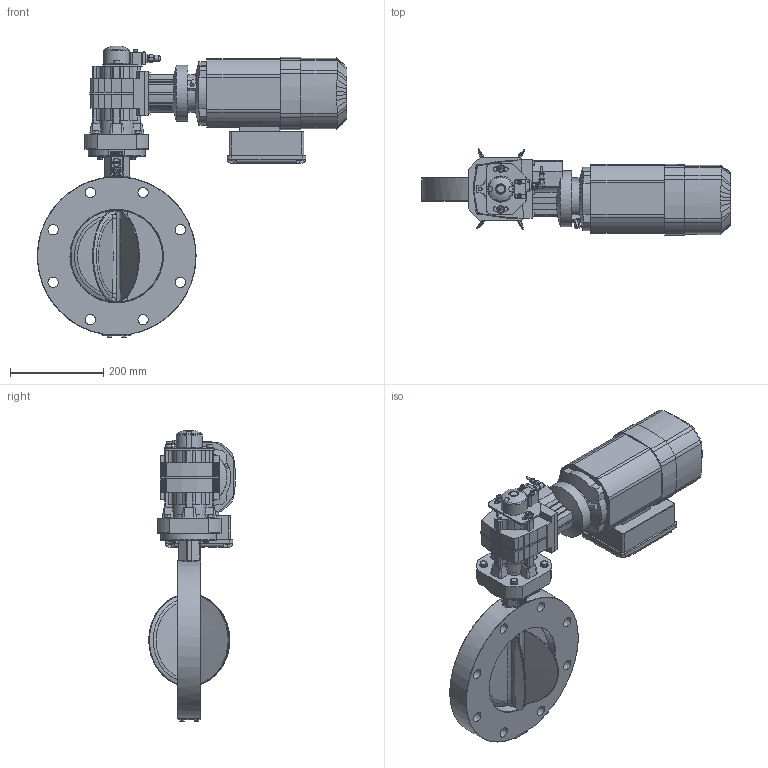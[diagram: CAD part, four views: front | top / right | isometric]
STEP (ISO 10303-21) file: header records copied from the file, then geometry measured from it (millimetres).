
FILE_DESCRIPTION((''),'2;1');
FILE_NAME('FSWZ-200-0001-00.stp','2012-10-18T09:46:36',('kreuh'),(''),'Autodesk Inventor 2011','Autodesk Inventor 2011','');
FILE_SCHEMA(('AUTOMOTIVE_DESIGN { 1 0 10303 214 1 1 1 1 }'));
Length unit declared in the file: millimetre
Products named in the file (1): Bauteil31
Bounding box: 662.39 x 185.43 x 624.6 mm (x, y, z)
Volume: 14347605.3 mm3; surface area: 1016684.3 mm2
Topology: 1 solids, 67 shells, 2362 faces, 5892 edges, 3802 vertices
Faces by surface type: plane 1173, cylinder 594, bspline 288, cone 215, torus 82, sphere 10
Full cylindrical faces by diameter (mm): 1.78 x1, 2 x6, 2.5 x2, 3 x8, 4.134 x6, 4.9 x1, 4.917 x13, 5 x2, 5.3 x2, 6 x12, 6.4 x4, 6.5 x12, 6.6 x4, 6.647 x4, 8 x16, 8.4 x6, 8.5 x2, 8.8 x1, 8.88 x4, 9 x5, 9.8 x1, 10 x12, 10.4 x1, 10.917 x1, 11.63 x4, 12 x6, 12.1 x2, 13 x2, 16 x6, 16.5 x2
Entity records: 74398 total; most frequent: CARTESIAN_POINT 19629, ORIENTED_EDGE 10600, DIRECTION 10278, EDGE_CURVE 5300, AXIS2_PLACEMENT_3D 3774, VERTEX_POINT 3618, EDGE_LOOP 3080, VECTOR 2730
